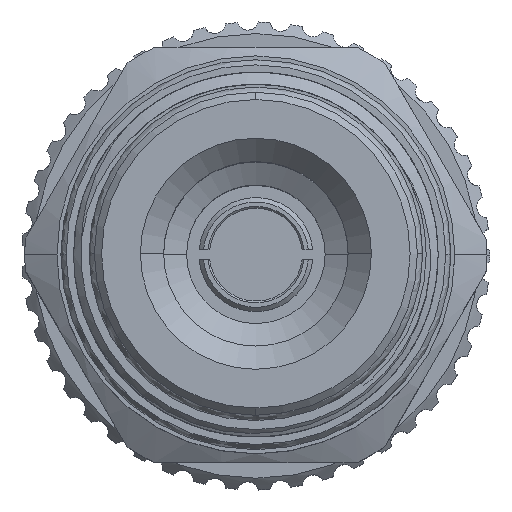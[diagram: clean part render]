
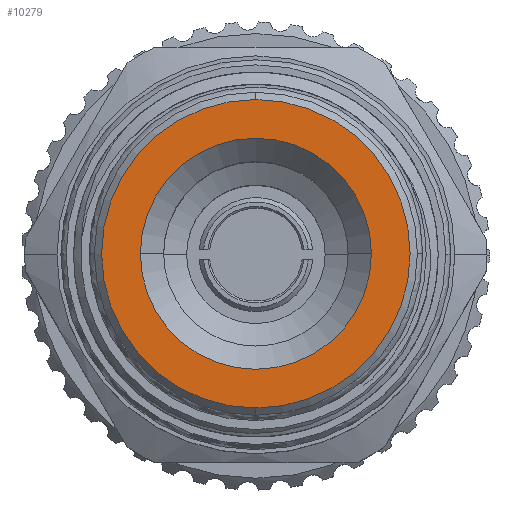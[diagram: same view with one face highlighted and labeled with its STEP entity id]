
A CAD part, top view. The second image highlights one B-rep face of the part: STEP entity #10279.
In plain terms, the highlighted planar face has unit normal (0, 0, 1).
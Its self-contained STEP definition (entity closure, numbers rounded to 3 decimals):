
#2002 = ORIENTED_EDGE ( 'NONE', *, *, #6111, .F. ) ;
#2004 = ORIENTED_EDGE ( 'NONE', *, *, #4918, .F. ) ;
#2006 = ORIENTED_EDGE ( 'NONE', *, *, #4951, .F. ) ;
#2009 = ORIENTED_EDGE ( 'NONE', *, *, #6110, .F. ) ;
#4242 = FACE_BOUND ( 'NONE', #15015, .T. ) ;
#4246 = FACE_OUTER_BOUND ( 'NONE', #15019, .T. ) ;
#4918 = EDGE_CURVE ( 'NONE', #16127, #16123, #26275, .T. ) ;
#4951 = EDGE_CURVE ( 'NONE', #16142, #16161, #26306, .T. ) ;
#6110 = EDGE_CURVE ( 'NONE', #16161, #16142, #26399, .T. ) ;
#6111 = EDGE_CURVE ( 'NONE', #16123, #16127, #26400, .T. ) ;
#6251 = AXIS2_PLACEMENT_3D ( 'NONE', #27458, #27457, #27456 ) ;
#6272 = AXIS2_PLACEMENT_3D ( 'NONE', #27249, #27248, #27247 ) ;
#6313 = AXIS2_PLACEMENT_3D ( 'NONE', #24263, #24264, #24213 ) ;
#6314 = AXIS2_PLACEMENT_3D ( 'NONE', #24262, #24261, #24270 ) ;
#6463 = AXIS2_PLACEMENT_3D ( 'NONE', #22105, #22100, #22099 ) ;
#10279 = ADVANCED_FACE ( 'NONE', ( #4242, #4246 ), #22102, .F. ) ;
#13365 = CARTESIAN_POINT ( 'NONE',  ( 7.95, 0., 0. ) ) ;
#13371 = CARTESIAN_POINT ( 'NONE',  ( -7.95, 0., 0. ) ) ;
#13395 = CARTESIAN_POINT ( 'NONE',  ( 0., 10.615, 0. ) ) ;
#13425 = CARTESIAN_POINT ( 'NONE',  ( 0., -10.615, 0. ) ) ;
#15015 = EDGE_LOOP ( 'NONE', ( #2002, #2004 ) ) ;
#15019 = EDGE_LOOP ( 'NONE', ( #2006, #2009 ) ) ;
#16123 = VERTEX_POINT ( 'NONE', #13365 ) ;
#16127 = VERTEX_POINT ( 'NONE', #13371 ) ;
#16142 = VERTEX_POINT ( 'NONE', #13395 ) ;
#16161 = VERTEX_POINT ( 'NONE', #13425 ) ;
#22099 = DIRECTION ( 'NONE',  ( -1., 0., 0. ) ) ;
#22100 = DIRECTION ( 'NONE',  ( 0., 0., -1. ) ) ;
#22102 = PLANE ( 'NONE',  #6463 ) ;
#22105 = CARTESIAN_POINT ( 'NONE',  ( 0., 0., 0. ) ) ;
#24213 = DIRECTION ( 'NONE',  ( 0., 1., 0. ) ) ;
#24261 = DIRECTION ( 'NONE',  ( 0., 0., 1. ) ) ;
#24262 = CARTESIAN_POINT ( 'NONE',  ( 0., 0., 0. ) ) ;
#24263 = CARTESIAN_POINT ( 'NONE',  ( 0., 0., 0. ) ) ;
#24264 = DIRECTION ( 'NONE',  ( 0., 0., -1. ) ) ;
#24270 = DIRECTION ( 'NONE',  ( 1., 0., 0. ) ) ;
#26275 = CIRCLE ( 'NONE', #6251, 7.95 ) ;
#26306 = CIRCLE ( 'NONE', #6272, 10.615 ) ;
#26399 = CIRCLE ( 'NONE', #6313, 10.615 ) ;
#26400 = CIRCLE ( 'NONE', #6314, 7.95 ) ;
#27247 = DIRECTION ( 'NONE',  ( 0., 1., 0. ) ) ;
#27248 = DIRECTION ( 'NONE',  ( 0., 0., -1. ) ) ;
#27249 = CARTESIAN_POINT ( 'NONE',  ( 0., 0., 0. ) ) ;
#27456 = DIRECTION ( 'NONE',  ( 1., 0., 0. ) ) ;
#27457 = DIRECTION ( 'NONE',  ( 0., 0., 1. ) ) ;
#27458 = CARTESIAN_POINT ( 'NONE',  ( 0., 0., 0. ) ) ;
